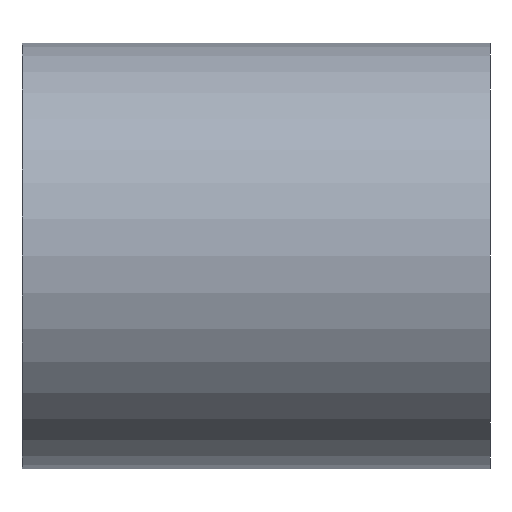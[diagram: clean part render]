
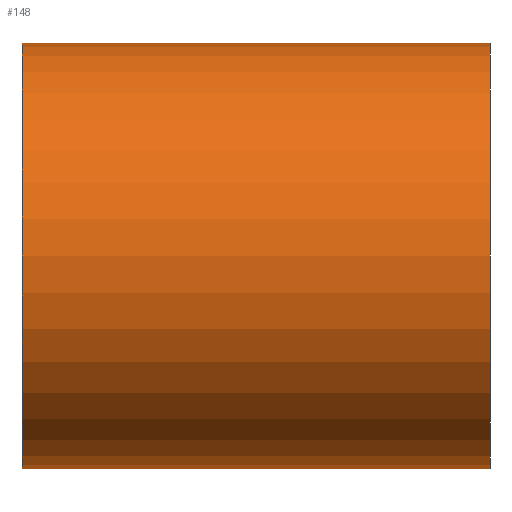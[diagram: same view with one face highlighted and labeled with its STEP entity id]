
A CAD part, front view. The second image highlights one B-rep face of the part: STEP entity #148.
In plain terms, the highlighted cylindrical face has radius 40 mm (diameter 80 mm), a partial arc.
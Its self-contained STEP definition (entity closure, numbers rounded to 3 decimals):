
#5 = CARTESIAN_POINT ( 'NONE',  ( 81.983, 0., -40. ) ) ;
#13 = EDGE_CURVE ( 'NONE', #73, #272, #245, .T. ) ;
#14 = DIRECTION ( 'NONE',  ( -1., 0., 0. ) ) ;
#23 = EDGE_LOOP ( 'NONE', ( #100, #131, #165, #72 ) ) ;
#32 = CIRCLE ( 'NONE', #229, 40. ) ;
#36 = LINE ( 'NONE', #58, #167 ) ;
#40 = CYLINDRICAL_SURFACE ( 'NONE', #47, 40. ) ;
#41 = CARTESIAN_POINT ( 'NONE',  ( -46.222, 0., -40. ) ) ;
#47 = AXIS2_PLACEMENT_3D ( 'NONE', #264, #14, #305 ) ;
#55 = DIRECTION ( 'NONE',  ( -1., 0., 0. ) ) ;
#58 = CARTESIAN_POINT ( 'NONE',  ( -46.222, 0., 40. ) ) ;
#59 = AXIS2_PLACEMENT_3D ( 'NONE', #124, #55, #152 ) ;
#66 = FACE_OUTER_BOUND ( 'NONE', #23, .T. ) ;
#69 = VERTEX_POINT ( 'NONE', #5 ) ;
#71 = EDGE_CURVE ( 'NONE', #69, #103, #32, .T. ) ;
#72 = ORIENTED_EDGE ( 'NONE', *, *, #13, .F. ) ;
#73 = VERTEX_POINT ( 'NONE', #128 ) ;
#100 = ORIENTED_EDGE ( 'NONE', *, *, #248, .F. ) ;
#103 = VERTEX_POINT ( 'NONE', #253 ) ;
#106 = EDGE_CURVE ( 'NONE', #103, #272, #36, .T. ) ;
#111 = VECTOR ( 'NONE', #140, 1000. ) ;
#124 = CARTESIAN_POINT ( 'NONE',  ( -6.017, 0., 0. ) ) ;
#128 = CARTESIAN_POINT ( 'NONE',  ( -6.017, 0., -40. ) ) ;
#131 = ORIENTED_EDGE ( 'NONE', *, *, #71, .T. ) ;
#140 = DIRECTION ( 'NONE',  ( -1., 0., 0. ) ) ;
#148 = ADVANCED_FACE ( 'NONE', ( #66 ), #40, .T. ) ;
#152 = DIRECTION ( 'NONE',  ( 0., 0., 1. ) ) ;
#156 = LINE ( 'NONE', #41, #111 ) ;
#165 = ORIENTED_EDGE ( 'NONE', *, *, #106, .T. ) ;
#167 = VECTOR ( 'NONE', #180, 1000. ) ;
#173 = CARTESIAN_POINT ( 'NONE',  ( 81.983, 0., 0. ) ) ;
#180 = DIRECTION ( 'NONE',  ( -1., 0., 0. ) ) ;
#226 = CARTESIAN_POINT ( 'NONE',  ( -6.017, 0., 40. ) ) ;
#229 = AXIS2_PLACEMENT_3D ( 'NONE', #173, #273, #256 ) ;
#245 = CIRCLE ( 'NONE', #59, 40. ) ;
#248 = EDGE_CURVE ( 'NONE', #69, #73, #156, .T. ) ;
#253 = CARTESIAN_POINT ( 'NONE',  ( 81.983, 0., 40. ) ) ;
#256 = DIRECTION ( 'NONE',  ( 0., 0., 1. ) ) ;
#264 = CARTESIAN_POINT ( 'NONE',  ( -46.222, 0., 0. ) ) ;
#272 = VERTEX_POINT ( 'NONE', #226 ) ;
#273 = DIRECTION ( 'NONE',  ( -1., 0., 0. ) ) ;
#305 = DIRECTION ( 'NONE',  ( 0., 0., 1. ) ) ;
